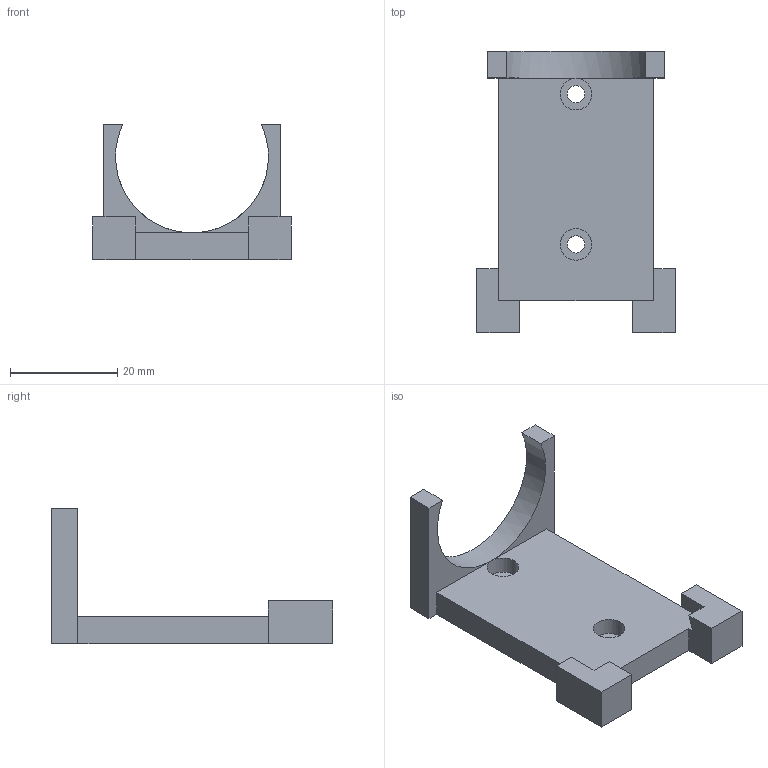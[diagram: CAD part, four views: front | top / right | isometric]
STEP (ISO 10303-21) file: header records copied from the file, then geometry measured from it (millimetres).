
FILE_DESCRIPTION(/* description */ (''),/* implementation_level */ '2;1');
FILE_NAME(/* name */ 'CV60 Camera Holder 2.0 v9.step',/* time_stamp */ '2025-04-01T13:14:29+02:00',/* author */ (''),/* organization */ (''),/* preprocessor_version */ 'ST-DEVELOPER v20.1',/* originating_system */ 'Autodesk Translation Framework v14.4.0.0',/* authorisation */ '');
FILE_SCHEMA (('AUTOMOTIVE_DESIGN { 1 0 10303 214 3 1 1 }'));
Length unit declared in the file: millimetre
Products named in the file (1): CV60 Camera Holder 2.0
Bounding box: 37 x 52.5 x 25.25 mm (x, y, z)
Volume: 8696 mm3; surface area: 5117.9 mm2
Topology: 1 solids, 1 shells, 33 faces, 84 edges, 55 vertices
Faces by surface type: plane 28, cylinder 5
Full cylindrical faces by diameter (mm): 3.2 x2, 5.9 x2
Entity records: 1026 total; most frequent: CARTESIAN_POINT 173, ORIENTED_EDGE 168, DIRECTION 163, EDGE_CURVE 84, LINE 73, VECTOR 73, VERTEX_POINT 55, AXIS2_PLACEMENT_3D 45
